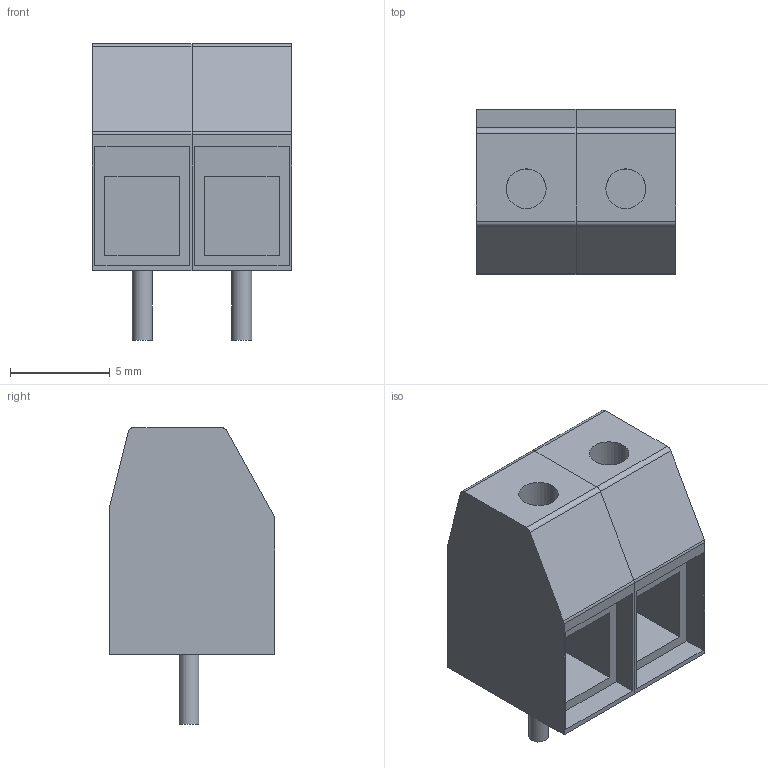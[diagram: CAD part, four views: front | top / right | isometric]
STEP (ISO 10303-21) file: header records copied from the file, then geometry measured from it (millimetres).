
FILE_DESCRIPTION(/* description */ (''),/* implementation_level */ '2;1');
FILE_NAME(/* name */ 'phoenix_pt-1.5-2.step',/* time_stamp */ '2018-09-12T00:46:05+01:00',/* author */ ('cylindric'),/* organization */ (''),/* preprocessor_version */ 'ST-DEVELOPER v17.2',/* originating_system */ 'Autodesk Translation Framework v7.6.0.251',/* authorisation */ '');
FILE_SCHEMA (('AUTOMOTIVE_DESIGN { 1 0 10303 214 3 1 1 }'));
Length unit declared in the file: millimetre
Products named in the file (5): phoenix_pt-1.5; phoenix_pt-1.5_1; single_conn; single_conn_1; Cage
Assembly tree (5 placements, depth 4):
  phoenix_pt-1.5
    phoenix_pt-1.5_1
      single_conn
        Cage
      single_conn_1
        Cage
Bounding box: 10 x 8.3 x 14.9 mm (x, y, z)
Volume: 561.8 mm3; surface area: 1528.7 mm2
Topology: 6 solids, 6 shells, 62 faces, 144 edges, 96 vertices
Faces by surface type: plane 50, cylinder 12
Full cylindrical faces by diameter (mm): 1 x2, 2 x2
Entity records: 1615 total; most frequent: DIRECTION 268, CARTESIAN_POINT 262, ORIENTED_EDGE 240, EDGE_CURVE 120, LINE 96, VECTOR 96, AXIS2_PLACEMENT_3D 86, VERTEX_POINT 80
